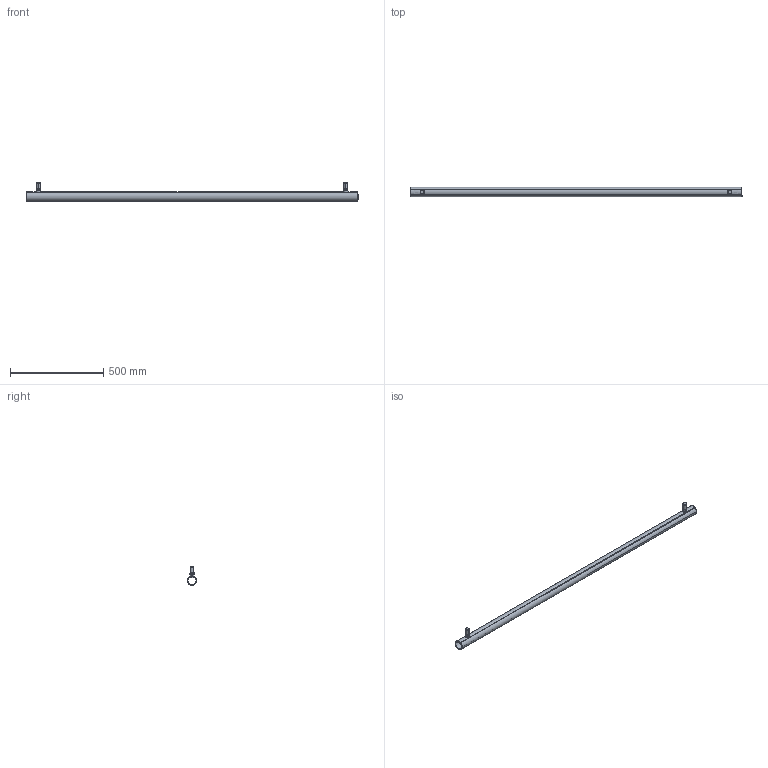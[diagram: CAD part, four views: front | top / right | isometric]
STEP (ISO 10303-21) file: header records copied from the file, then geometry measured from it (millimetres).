
FILE_DESCRIPTION(/* description */ (''),/* implementation_level */ '2;1');
FILE_NAME(/* name */ 'AoL-System-Linear-1800',/* time_stamp */ '2019-09-25T17:00:19+02:00',/* author */ (''),/* organization */ (''),/* preprocessor_version */ 'ST-DEVELOPER v15',/* originating_system */ '',/* authorisation */ '');
FILE_SCHEMA (('AUTOMOTIVE_DESIGN'));
Length unit declared in the file: millimetre
Products named in the file (1): Document
Bounding box: 1776 x 49.97 x 99.32 mm (x, y, z)
Volume: 850371.8 mm3; surface area: 642208.3 mm2
Topology: 2 solids, 2 shells, 99 faces, 221 edges, 132 vertices
Faces by surface type: bspline 83, plane 16
Entity records: 3855 total; most frequent: CARTESIAN_POINT 2602, ORIENTED_EDGE 442, EDGE_CURVE 221, VERTEX_POINT 132, EDGE_LOOP 107, ADVANCED_FACE 99, FACE_OUTER_BOUND 99, B_SPLINE_CURVE_WITH_KNOTS 48
